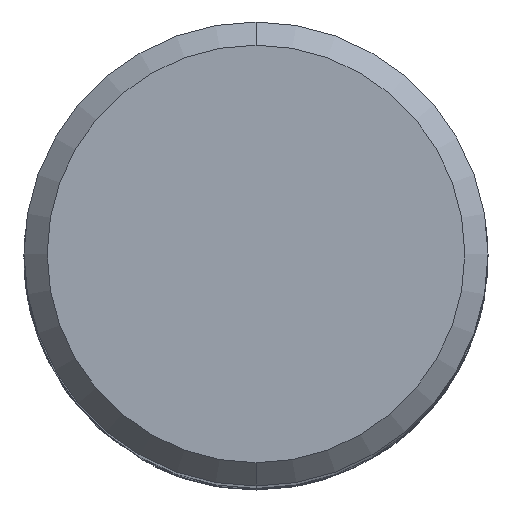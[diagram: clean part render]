
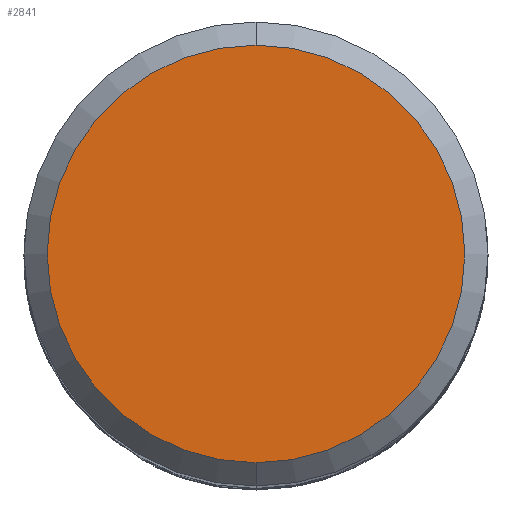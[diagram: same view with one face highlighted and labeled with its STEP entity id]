
A CAD part, top view. The second image highlights one B-rep face of the part: STEP entity #2841.
In plain terms, the highlighted planar face has unit normal (0, 0, 1).
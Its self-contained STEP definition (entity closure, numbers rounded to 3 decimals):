
#1631=VERTEX_POINT('',#3739);
#1993=EDGE_CURVE('',#2573,#1631,#4126,.T.);
#2275=EDGE_CURVE('',#1631,#2573,#4437,.T.);
#2573=VERTEX_POINT('',#4760);
#2841=ADVANCED_FACE('',(#5047),#5048,.T.);
#3739=CARTESIAN_POINT('',(0.,-9.0,0.0));
#4126=CIRCLE('',#14103,9.0);
#4437=CIRCLE('',#17784,9.0);
#4760=CARTESIAN_POINT('',(0.0,9.0,0.0));
#5047=FACE_OUTER_BOUND('',#24488,.T.);
#5048=PLANE('',#24489);
#14103=AXIS2_PLACEMENT_3D('',#27979,#27980,#27981);
#17784=AXIS2_PLACEMENT_3D('',#28389,#28390,#28391);
#24488=EDGE_LOOP('',(#28922,#28923));
#24489=AXIS2_PLACEMENT_3D('',#28924,#28925,#28926);
#27979=CARTESIAN_POINT('',(0.0,0.0,0.0));
#27980=DIRECTION('',(0.0,0.0,-1.0));
#27981=DIRECTION('',(0.0,1.0,0.0));
#28389=CARTESIAN_POINT('',(0.0,0.0,0.0));
#28390=DIRECTION('',(0.0,0.0,-1.0));
#28391=DIRECTION('',(0.0,1.0,0.0));
#28922=ORIENTED_EDGE('',*,*,#1993,.F.);
#28923=ORIENTED_EDGE('',*,*,#2275,.F.);
#28924=CARTESIAN_POINT('',(0.0,4.5,0.0));
#28925=DIRECTION('',(-0.0,0.0,1.0));
#28926=DIRECTION('',(0.0,-1.0,0.0));
